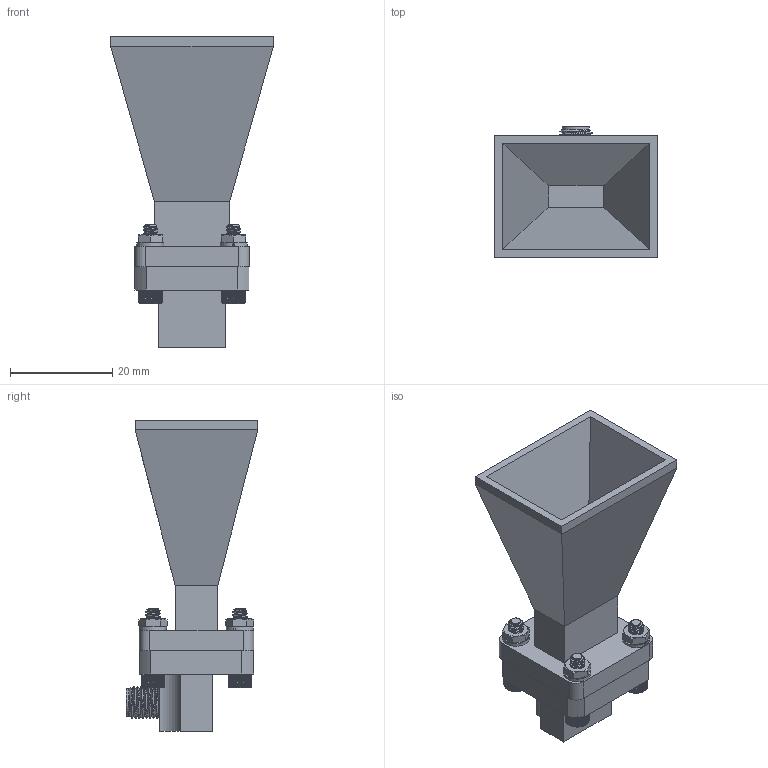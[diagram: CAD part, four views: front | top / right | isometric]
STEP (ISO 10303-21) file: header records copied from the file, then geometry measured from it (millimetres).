
FILE_DESCRIPTION (( 'STEP AP214' ), '1' );
FILE_NAME ('PEWAN042-15SF_3D.STEP', '2021-10-12T21:09:23', ( '' ), ( '' ), 'SwSTEP 2.0', 'SolidWorks 2021', '' );
FILE_SCHEMA (( 'AUTOMOTIVE_DESIGN' ));
Length unit declared in the file: inch
Products named in the file (6): PEWAN042-15SF_3D; PEWCA1022; 4-40HN-NARROW_90760A210; PEWAN042-15; 4-40SH-HXx.5_92196A110; 4-LW
Assembly tree (14 placements, depth 2):
  PEWAN042-15SF_3D
    4-40SH-HXx.5_92196A110  x4
    4-LW  x4
    PEWAN042-15
    4-40HN-NARROW_90760A210  x4
    PEWCA1022
Bounding box: 31.96 x 25.69 x 60.76 mm (x, y, z)
Volume: 10931.3 mm3; surface area: 11296.3 mm2
Topology: 14 solids, 14 shells, 1046 faces, 2413 edges, 1412 vertices
Faces by surface type: plane 640, cone 334, cylinder 48, bspline 24
Full cylindrical faces by diameter (mm): 0.762 x1, 1.016 x1, 1.067 x1, 2.946 x4, 3.7 x4, 4.572 x1, 5.334 x1
Entity records: 14408 total; most frequent: CARTESIAN_POINT 6778, ORIENTED_EDGE 1592, DIRECTION 1358, EDGE_CURVE 796, AXIS2_PLACEMENT_3D 520, VERTEX_POINT 490, EDGE_LOOP 392, FACE_OUTER_BOUND 357
